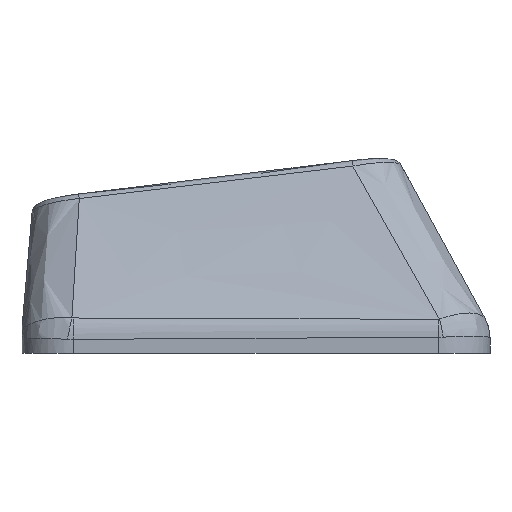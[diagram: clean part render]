
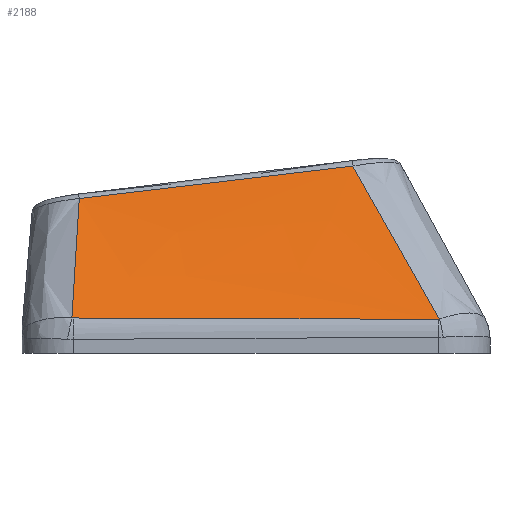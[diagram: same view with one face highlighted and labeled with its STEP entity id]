
A CAD part, left-side view. The second image highlights one B-rep face of the part: STEP entity #2188.
In plain terms, the highlighted free-form (B-spline) face has degree [3, 3] with [4, 4] control points.
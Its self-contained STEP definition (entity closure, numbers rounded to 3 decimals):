
#98=B_SPLINE_SURFACE_WITH_KNOTS('',3,3,((#4713,#4714,#4715,#4716),(#4717,
#4718,#4719,#4720),(#4721,#4722,#4723,#4724),(#4725,#4726,#4727,#4728)),
 .UNSPECIFIED.,.F.,.F.,.F.,(4,4),(4,4),(0.099,0.893),
(0.037,0.95),.UNSPECIFIED.);
#169=FACE_OUTER_BOUND('',#264,.T.);
#264=EDGE_LOOP('',(#1686,#1687,#1688,#1689,#1690,#1691));
#648=B_SPLINE_CURVE_WITH_KNOTS('',3,(#4391,#4392,#4393,#4394),
 .UNSPECIFIED.,.F.,.F.,(4,4),(0.,0.005),
 .UNSPECIFIED.);
#650=B_SPLINE_CURVE_WITH_KNOTS('',3,(#4418,#4419,#4420,#4421),
 .UNSPECIFIED.,.F.,.F.,(4,4),(0.,1.416),.UNSPECIFIED.);
#652=B_SPLINE_CURVE_WITH_KNOTS('',3,(#4445,#4446,#4447,#4448),
 .UNSPECIFIED.,.F.,.F.,(4,4),(0.,0.006),
 .UNSPECIFIED.);
#667=B_SPLINE_CURVE_WITH_KNOTS('',3,(#4730,#4731,#4732,#4733),
 .UNSPECIFIED.,.F.,.F.,(4,4),(0.03,0.781),
 .UNSPECIFIED.);
#668=B_SPLINE_CURVE_WITH_KNOTS('',3,(#4735,#4736,#4737,#4738),
 .UNSPECIFIED.,.F.,.F.,(4,4),(-1.069,0.),.UNSPECIFIED.);
#669=B_SPLINE_CURVE_WITH_KNOTS('',3,(#4739,#4740,#4741,#4742),
 .UNSPECIFIED.,.F.,.F.,(4,4),(-0.582,-0.025),
 .UNSPECIFIED.);
#924=VERTEX_POINT('',#4353);
#926=VERTEX_POINT('',#4384);
#928=VERTEX_POINT('',#4411);
#930=VERTEX_POINT('',#4438);
#946=VERTEX_POINT('',#4729);
#947=VERTEX_POINT('',#4734);
#1228=EDGE_CURVE('',#924,#926,#648,.T.);
#1231=EDGE_CURVE('',#926,#928,#650,.T.);
#1234=EDGE_CURVE('',#928,#930,#652,.T.);
#1258=EDGE_CURVE('',#946,#924,#667,.T.);
#1259=EDGE_CURVE('',#947,#946,#668,.T.);
#1260=EDGE_CURVE('',#930,#947,#669,.T.);
#1686=ORIENTED_EDGE('',*,*,#1234,.F.);
#1687=ORIENTED_EDGE('',*,*,#1231,.F.);
#1688=ORIENTED_EDGE('',*,*,#1228,.F.);
#1689=ORIENTED_EDGE('',*,*,#1258,.F.);
#1690=ORIENTED_EDGE('',*,*,#1259,.F.);
#1691=ORIENTED_EDGE('',*,*,#1260,.F.);
#2188=ADVANCED_FACE('',(#169),#98,.T.);
#4353=CARTESIAN_POINT('',(-16.051,-7.124,0.33));
#4384=CARTESIAN_POINT('',(-16.053,-7.077,0.326));
#4391=CARTESIAN_POINT('Ctrl Pts',(-16.051,-7.124,0.33));
#4392=CARTESIAN_POINT('Ctrl Pts',(-16.052,-7.108,0.328));
#4393=CARTESIAN_POINT('Ctrl Pts',(-16.053,-7.093,0.326));
#4394=CARTESIAN_POINT('Ctrl Pts',(-16.053,-7.077,0.326));
#4411=CARTESIAN_POINT('',(-15.974,7.086,0.377));
#4418=CARTESIAN_POINT('Ctrl Pts',(-16.053,-7.077,0.326));
#4419=CARTESIAN_POINT('Ctrl Pts',(-16.033,-2.356,0.342));
#4420=CARTESIAN_POINT('Ctrl Pts',(-16.008,2.365,0.359));
#4421=CARTESIAN_POINT('Ctrl Pts',(-15.974,7.086,0.377));
#4438=CARTESIAN_POINT('',(-15.97,7.144,0.382));
#4445=CARTESIAN_POINT('Ctrl Pts',(-15.974,7.086,0.377));
#4446=CARTESIAN_POINT('Ctrl Pts',(-15.974,7.106,0.377));
#4447=CARTESIAN_POINT('Ctrl Pts',(-15.973,7.125,0.379));
#4448=CARTESIAN_POINT('Ctrl Pts',(-15.97,7.144,0.382));
#4713=CARTESIAN_POINT('Ctrl Pts',(-12.906,-4.137,6.315));
#4714=CARTESIAN_POINT('Ctrl Pts',(-13.955,-5.133,4.319));
#4715=CARTESIAN_POINT('Ctrl Pts',(-15.004,-6.129,2.323));
#4716=CARTESIAN_POINT('Ctrl Pts',(-16.053,-7.125,0.327));
#4717=CARTESIAN_POINT('Ctrl Pts',(-12.906,-0.376,
5.875));
#4718=CARTESIAN_POINT('Ctrl Pts',(-13.955,-1.04,4.018));
#4719=CARTESIAN_POINT('Ctrl Pts',(-15.004,-1.705,2.161));
#4720=CARTESIAN_POINT('Ctrl Pts',(-16.053,-2.369,0.304));
#4721=CARTESIAN_POINT('Ctrl Pts',(-12.906,3.385,5.435));
#4722=CARTESIAN_POINT('Ctrl Pts',(-13.955,3.052,3.717));
#4723=CARTESIAN_POINT('Ctrl Pts',(-15.004,2.72,1.999));
#4724=CARTESIAN_POINT('Ctrl Pts',(-16.053,2.388,0.281));
#4725=CARTESIAN_POINT('Ctrl Pts',(-12.906,7.145,4.995));
#4726=CARTESIAN_POINT('Ctrl Pts',(-13.955,7.145,3.416));
#4727=CARTESIAN_POINT('Ctrl Pts',(-15.004,7.144,1.837));
#4728=CARTESIAN_POINT('Ctrl Pts',(-16.053,7.144,0.258));
#4729=CARTESIAN_POINT('',(-12.906,-3.756,6.271));
#4730=CARTESIAN_POINT('Ctrl Pts',(-12.906,-3.756,6.271));
#4731=CARTESIAN_POINT('Ctrl Pts',(-13.961,-4.885,4.296));
#4732=CARTESIAN_POINT('Ctrl Pts',(-15.008,-6.006,2.315));
#4733=CARTESIAN_POINT('Ctrl Pts',(-16.051,-7.124,0.33));
#4734=CARTESIAN_POINT('',(-12.917,6.858,5.013));
#4735=CARTESIAN_POINT('Ctrl Pts',(-12.917,6.858,5.013));
#4736=CARTESIAN_POINT('Ctrl Pts',(-12.914,3.32,5.43));
#4737=CARTESIAN_POINT('Ctrl Pts',(-12.91,-0.218,5.849));
#4738=CARTESIAN_POINT('Ctrl Pts',(-12.906,-3.756,6.271));
#4739=CARTESIAN_POINT('Ctrl Pts',(-15.97,7.144,0.382));
#4740=CARTESIAN_POINT('Ctrl Pts',(-14.947,7.041,1.923));
#4741=CARTESIAN_POINT('Ctrl Pts',(-13.929,6.944,3.467));
#4742=CARTESIAN_POINT('Ctrl Pts',(-12.917,6.858,5.013));
